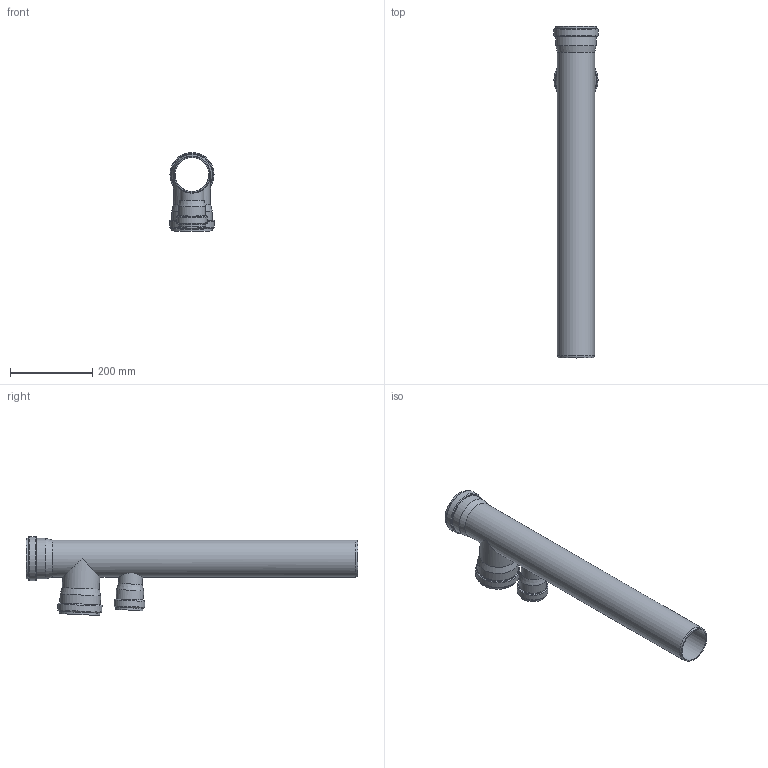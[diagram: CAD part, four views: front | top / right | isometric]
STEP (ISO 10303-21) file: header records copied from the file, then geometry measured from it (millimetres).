
FILE_DESCRIPTION(/* description */ (''),/* implementation_level */ '2;1');
FILE_NAME(/* name */ '334670 SKOLANsafe Duschdoppelabzweig DN_OD 90_90_58.stp',/* time_stamp */ '2018-11-01T11:23:23+01:00',/* author */ ('user1'),/* organization */ (''),/* preprocessor_version */ 'ST-DEVELOPER v16.1',/* originating_system */ 'Autodesk Inventor 2016',/* authorisation */ '');
FILE_SCHEMA (('AUTOMOTIVE_DESIGN { 1 0 10303 214 3 1 1 }'));
Length unit declared in the file: millimetre
Products named in the file (1): 334670 SKOLANsafe Duschdoppelabzweig DN_OD 90_90_58
Bounding box: 107.1 x 806 x 191.57 mm (x, y, z)
Volume: 1053491.2 mm3; surface area: 529882.8 mm2
Topology: 1 solids, 1 shells, 71 faces, 136 edges, 79 vertices
Faces by surface type: cylinder 24, torus 24, plane 16, cone 7
Full cylindrical faces by diameter (mm): 50 x1, 58 x1, 58.1 x2, 66.1 x2, 66.8 x1, 74.4 x1, 82 x2, 90 x2, 90.5 x4, 98.5 x4, 99.5 x2, 107.1 x2
Entity records: 1624 total; most frequent: CARTESIAN_POINT 352, DIRECTION 290, ORIENTED_EDGE 150, EDGE_LOOP 146, AXIS2_PLACEMENT_3D 145, FACE_BOUND 75, VERTEX_POINT 75, EDGE_CURVE 75
